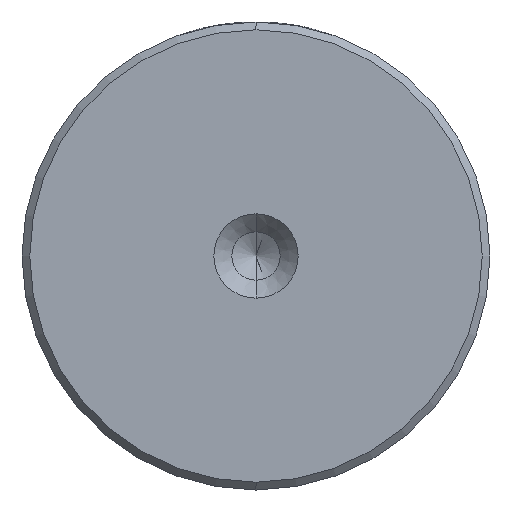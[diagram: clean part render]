
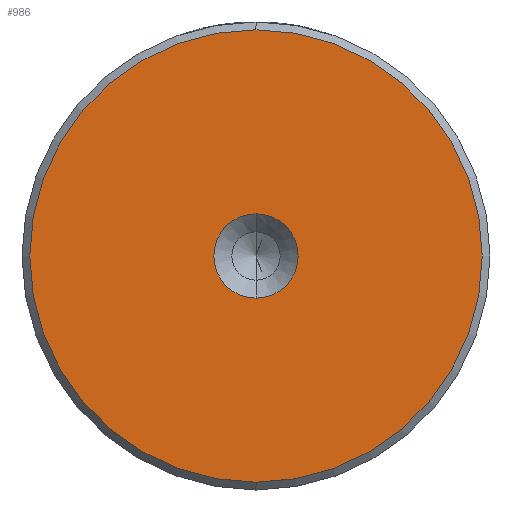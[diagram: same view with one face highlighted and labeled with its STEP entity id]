
A CAD part, left-side view. The second image highlights one B-rep face of the part: STEP entity #986.
In plain terms, the highlighted planar face has unit normal (-1, 0, 0).
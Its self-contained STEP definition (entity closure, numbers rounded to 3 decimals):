
#145 = AXIS2_PLACEMENT_3D ( 'NONE', #1567, #549, #1743 ) ;
#163 = EDGE_CURVE ( 'NONE', #1026, #862, #1172, .T. ) ;
#185 = CIRCLE ( 'NONE', #789, 2.7 ) ;
#263 = EDGE_LOOP ( 'NONE', ( #1453, #829 ) ) ;
#282 = CARTESIAN_POINT ( 'NONE',  ( 0., 0., 0. ) ) ;
#289 = AXIS2_PLACEMENT_3D ( 'NONE', #1732, #883, #2084 ) ;
#394 = CARTESIAN_POINT ( 'NONE',  ( 0., 0., -14.5 ) ) ;
#460 = DIRECTION ( 'NONE',  ( 0., 0., 1. ) ) ;
#480 = ORIENTED_EDGE ( 'NONE', *, *, #824, .F. ) ;
#547 = PLANE ( 'NONE',  #289 ) ;
#549 = DIRECTION ( 'NONE',  ( -1., 0., 0. ) ) ;
#577 = CARTESIAN_POINT ( 'NONE',  ( 0., 0., 0. ) ) ;
#635 = CARTESIAN_POINT ( 'NONE',  ( 0., 0., 14.5 ) ) ;
#705 = VERTEX_POINT ( 'NONE', #1227 ) ;
#749 = DIRECTION ( 'NONE',  ( 0., 0., 1. ) ) ;
#766 = VERTEX_POINT ( 'NONE', #1434 ) ;
#789 = AXIS2_PLACEMENT_3D ( 'NONE', #282, #1472, #460 ) ;
#824 = EDGE_CURVE ( 'NONE', #705, #766, #185, .T. ) ;
#829 = ORIENTED_EDGE ( 'NONE', *, *, #2150, .T. ) ;
#831 = DIRECTION ( 'NONE',  ( 0., 0., 1. ) ) ;
#837 = DIRECTION ( 'NONE',  ( -1., 0., 0. ) ) ;
#842 = CARTESIAN_POINT ( 'NONE',  ( 0., 0., 0. ) ) ;
#845 = ORIENTED_EDGE ( 'NONE', *, *, #1923, .F. ) ;
#852 = FACE_OUTER_BOUND ( 'NONE', #263, .T. ) ;
#862 = VERTEX_POINT ( 'NONE', #635 ) ;
#883 = DIRECTION ( 'NONE',  ( -1., 0., 0. ) ) ;
#897 = AXIS2_PLACEMENT_3D ( 'NONE', #842, #837, #831 ) ;
#939 = CIRCLE ( 'NONE', #145, 2.7 ) ;
#986 = ADVANCED_FACE ( 'NONE', ( #852, #2209 ), #547, .T. ) ;
#1026 = VERTEX_POINT ( 'NONE', #394 ) ;
#1172 = CIRCLE ( 'NONE', #897, 14.5 ) ;
#1227 = CARTESIAN_POINT ( 'NONE',  ( 0., 0., -2.7 ) ) ;
#1434 = CARTESIAN_POINT ( 'NONE',  ( 0., 0., 2.7 ) ) ;
#1453 = ORIENTED_EDGE ( 'NONE', *, *, #163, .T. ) ;
#1472 = DIRECTION ( 'NONE',  ( -1., 0., 0. ) ) ;
#1567 = CARTESIAN_POINT ( 'NONE',  ( 0., 0., 0. ) ) ;
#1696 = CIRCLE ( 'NONE', #1986, 14.5 ) ;
#1717 = EDGE_LOOP ( 'NONE', ( #845, #480 ) ) ;
#1732 = CARTESIAN_POINT ( 'NONE',  ( 0., 0., 0. ) ) ;
#1743 = DIRECTION ( 'NONE',  ( 0., 0., 1. ) ) ;
#1772 = DIRECTION ( 'NONE',  ( -1., 0., 0. ) ) ;
#1923 = EDGE_CURVE ( 'NONE', #766, #705, #939, .T. ) ;
#1986 = AXIS2_PLACEMENT_3D ( 'NONE', #577, #1772, #749 ) ;
#2084 = DIRECTION ( 'NONE',  ( 0., 0., 1. ) ) ;
#2150 = EDGE_CURVE ( 'NONE', #862, #1026, #1696, .T. ) ;
#2209 = FACE_BOUND ( 'NONE', #1717, .T. ) ;
